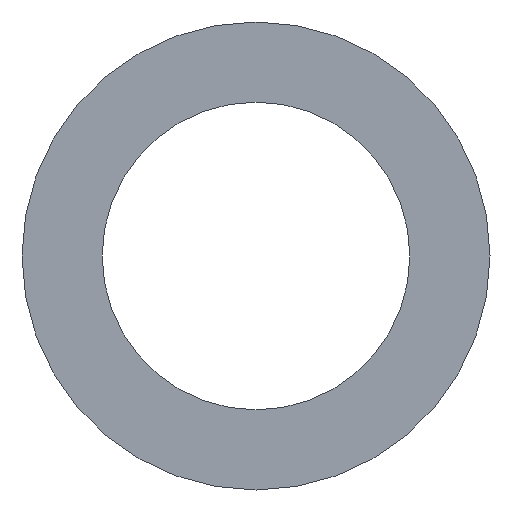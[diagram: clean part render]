
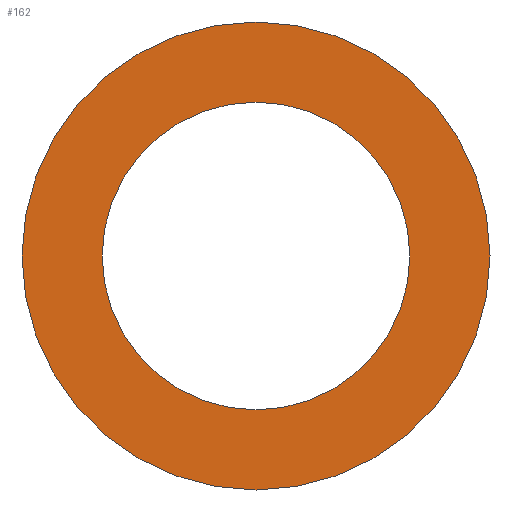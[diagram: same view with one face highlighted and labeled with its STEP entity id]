
A CAD part, left-side view. The second image highlights one B-rep face of the part: STEP entity #162.
In plain terms, the highlighted planar face has unit normal (-1, 0, 0).
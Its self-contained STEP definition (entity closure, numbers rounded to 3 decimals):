
#104 = EDGE_CURVE( '', #114, #132, #222, .T. );
#106 = EDGE_CURVE( '', #140, #156, #224, .T. );
#114 = VERTEX_POINT( '', #233 );
#118 = EDGE_CURVE( '', #132, #114, #237, .T. );
#120 = EDGE_CURVE( '', #156, #140, #239, .T. );
#132 = VERTEX_POINT( '', #252 );
#140 = VERTEX_POINT( '', #262 );
#156 = VERTEX_POINT( '', #279 );
#162 = ADVANCED_FACE( '', ( #285, #286 ), #287, .T. );
#222 = CIRCLE( '', #353, 88.1 );
#224 = CIRCLE( '', #356, 134. );
#233 = CARTESIAN_POINT( '', ( -210., -88.1, 0. ) );
#237 = CIRCLE( '', #374, 88.1 );
#239 = CIRCLE( '', #377, 134. );
#252 = CARTESIAN_POINT( '', ( -210., 88.1, 0. ) );
#262 = CARTESIAN_POINT( '', ( -210., 134., 0. ) );
#279 = CARTESIAN_POINT( '', ( -210., -134., 0. ) );
#285 = FACE_BOUND( '', #430, .T. );
#286 = FACE_OUTER_BOUND( '', #431, .T. );
#287 = PLANE( '', #432 );
#353 = AXIS2_PLACEMENT_3D( '', #498, #499, #500 );
#356 = AXIS2_PLACEMENT_3D( '', #501, #502, #503 );
#374 = AXIS2_PLACEMENT_3D( '', #514, #515, #516 );
#377 = AXIS2_PLACEMENT_3D( '', #517, #518, #519 );
#430 = EDGE_LOOP( '', ( #563, #564 ) );
#431 = EDGE_LOOP( '', ( #565, #566 ) );
#432 = AXIS2_PLACEMENT_3D( '', #567, #568, #569 );
#498 = CARTESIAN_POINT( '', ( -210., 0., 0. ) );
#499 = DIRECTION( '', ( -1., 0., 0. ) );
#500 = DIRECTION( '', ( 0., 1., 0. ) );
#501 = CARTESIAN_POINT( '', ( -210., 0., 0. ) );
#502 = DIRECTION( '', ( -1., 0., 0. ) );
#503 = DIRECTION( '', ( 0., 1., 0. ) );
#514 = CARTESIAN_POINT( '', ( -210., 0., 0. ) );
#515 = DIRECTION( '', ( -1., 0., 0. ) );
#516 = DIRECTION( '', ( 0., 1., 0. ) );
#517 = CARTESIAN_POINT( '', ( -210., 0., 0. ) );
#518 = DIRECTION( '', ( -1., 0., 0. ) );
#519 = DIRECTION( '', ( 0., 1., 0. ) );
#563 = ORIENTED_EDGE( '', *, *, #118, .F. );
#564 = ORIENTED_EDGE( '', *, *, #104, .F. );
#565 = ORIENTED_EDGE( '', *, *, #106, .T. );
#566 = ORIENTED_EDGE( '', *, *, #120, .T. );
#567 = CARTESIAN_POINT( '', ( -210., 111.05, 0. ) );
#568 = DIRECTION( '', ( -1., 0., 0. ) );
#569 = DIRECTION( '', ( 0., 1., 0. ) );
